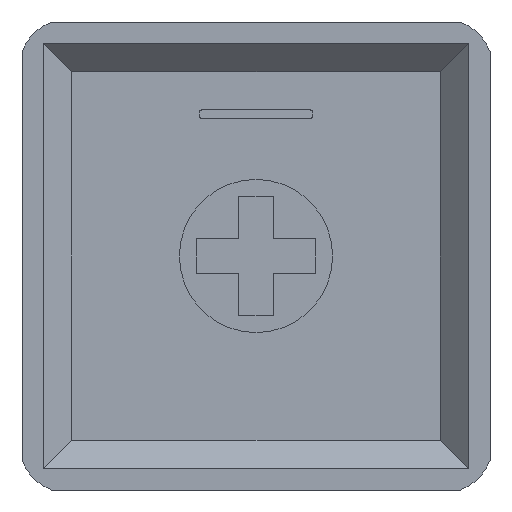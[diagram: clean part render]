
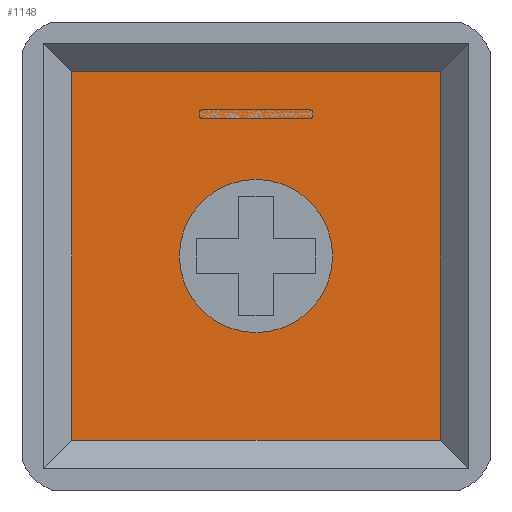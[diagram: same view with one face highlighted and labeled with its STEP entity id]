
A CAD part, front view. The second image highlights one B-rep face of the part: STEP entity #1148.
In plain terms, the highlighted planar face has unit normal (0, -1, 0).
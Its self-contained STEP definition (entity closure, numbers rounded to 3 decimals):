
#23=FACE_BOUND('',#425,.T.);
#34=PLANE('',#1224);
#92=CIRCLE('',#1225,2.7);
#142=LINE('',#2216,#237);
#143=LINE('',#2219,#238);
#145=LINE('',#2223,#240);
#146=LINE('',#2224,#241);
#237=VECTOR('',#1382,10.);
#238=VECTOR('',#1385,10.);
#240=VECTOR('',#1389,10.);
#241=VECTOR('',#1390,10.);
#351=FACE_OUTER_BOUND('',#424,.T.);
#424=EDGE_LOOP('',(#943,#944,#945,#946));
#425=EDGE_LOOP('',(#947));
#556=VERTEX_POINT('',#2212);
#557=VERTEX_POINT('',#2214);
#558=VERTEX_POINT('',#2218);
#559=VERTEX_POINT('',#2222);
#560=VERTEX_POINT('',#2225);
#694=EDGE_CURVE('',#557,#556,#142,.T.);
#695=EDGE_CURVE('',#556,#558,#143,.T.);
#697=EDGE_CURVE('',#559,#557,#145,.T.);
#698=EDGE_CURVE('',#558,#559,#146,.T.);
#699=EDGE_CURVE('',#560,#560,#92,.T.);
#943=ORIENTED_EDGE('',*,*,#694,.F.);
#944=ORIENTED_EDGE('',*,*,#697,.F.);
#945=ORIENTED_EDGE('',*,*,#698,.F.);
#946=ORIENTED_EDGE('',*,*,#695,.F.);
#947=ORIENTED_EDGE('',*,*,#699,.F.);
#1148=ADVANCED_FACE('',(#351,#23),#34,.F.);
#1224=AXIS2_PLACEMENT_3D('',#2221,#1387,#1388);
#1225=AXIS2_PLACEMENT_3D('',#2226,#1391,#1392);
#1382=DIRECTION('',(1.,0.,0.));
#1385=DIRECTION('',(0.,0.,-1.));
#1387=DIRECTION('center_axis',(0.,1.,0.));
#1388=DIRECTION('ref_axis',(-1.,0.,0.));
#1389=DIRECTION('',(0.,0.,1.));
#1390=DIRECTION('',(-1.,0.,0.));
#1391=DIRECTION('center_axis',(0.,-1.,0.));
#1392=DIRECTION('ref_axis',(1.,0.,0.));
#2212=CARTESIAN_POINT('',(6.5,2.3,6.5));
#2214=CARTESIAN_POINT('',(-6.5,2.3,6.5));
#2216=CARTESIAN_POINT('',(-3.75,2.3,6.5));
#2218=CARTESIAN_POINT('',(6.5,2.3,-6.5));
#2219=CARTESIAN_POINT('',(6.5,2.3,3.75));
#2221=CARTESIAN_POINT('Origin',(0.,2.3,0.));
#2222=CARTESIAN_POINT('',(-6.5,2.3,-6.5));
#2223=CARTESIAN_POINT('',(-6.5,2.3,-3.75));
#2224=CARTESIAN_POINT('',(3.75,2.3,-6.5));
#2225=CARTESIAN_POINT('',(-2.7,2.3,0.));
#2226=CARTESIAN_POINT('Origin',(0.,2.3,0.));
